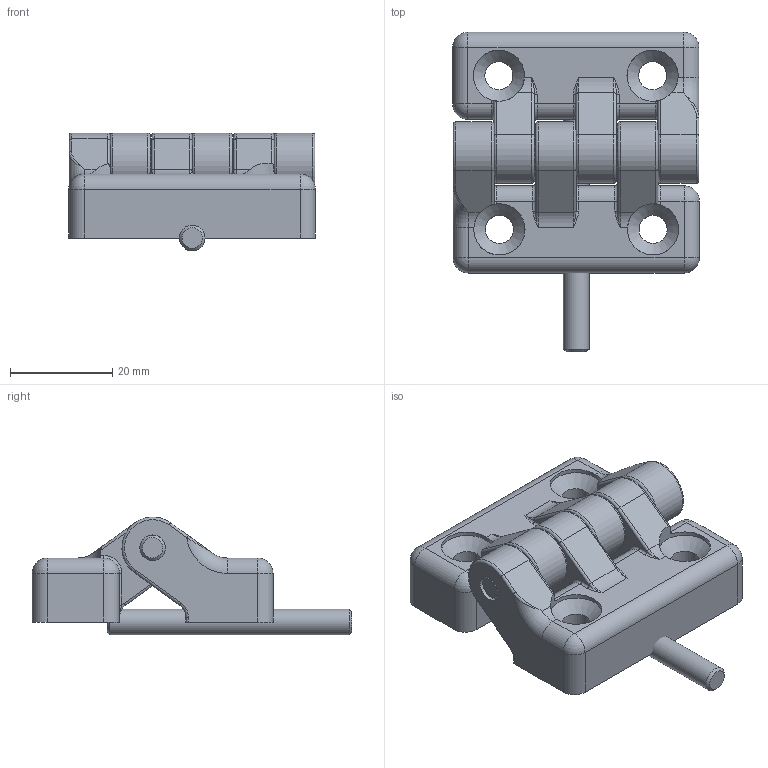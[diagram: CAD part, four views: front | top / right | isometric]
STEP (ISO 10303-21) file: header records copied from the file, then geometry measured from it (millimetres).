
FILE_DESCRIPTION( ( 'Unknown' ), '1' );
FILE_NAME( '6388020_C48A.stp', 'Unknown', ( 'Unknown' ), ( 'Unknown' ), 'XStep 1.0', 'Unknown', ' ' );
FILE_SCHEMA( ( 'CONFIG_CONTROL_DESIGN' ) );
Length unit declared in the file: millimetre
Products named in the file (3): Assem1; 1833534; 8900306_C48_A
Bounding box: 48.2 x 62.37 x 22.99 mm (x, y, z)
Volume: 35274 mm3; surface area: 20643.2 mm2
Topology: 5 solids, 5 shells, 424 faces, 1097 edges, 647 vertices
Faces by surface type: cylinder 200, plane 115, torus 63, bspline 27, cone 10, sphere 9
Full cylindrical faces by diameter (mm): 5 x11, 5.5 x6, 10 x6
Entity records: 5028 total; most frequent: CARTESIAN_POINT 1525, DIRECTION 746, ORIENTED_EDGE 674, EDGE_CURVE 337, AXIS2_PLACEMENT_3D 295, VERTEX_POINT 210, EDGE_LOOP 165, LINE 156
